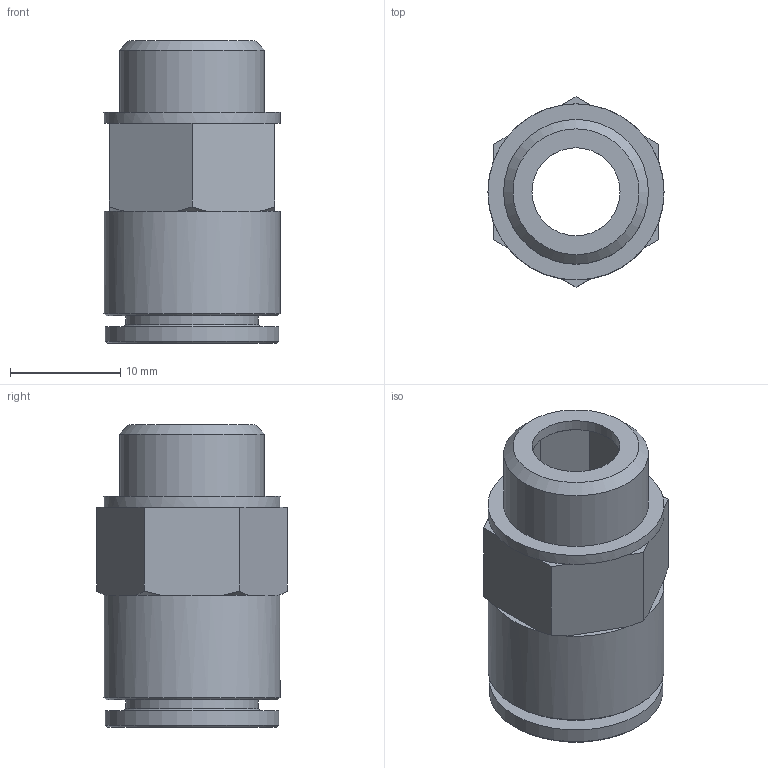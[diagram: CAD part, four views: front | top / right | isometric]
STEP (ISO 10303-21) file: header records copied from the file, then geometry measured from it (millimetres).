
FILE_DESCRIPTION(/* description */ ('STEP AP214'),/* implementation_level */ '2;1');
FILE_NAME(/* name */ '578343_NPQH-D-G14-Q10-P10',/* time_stamp */ '2024-09-13T03:24:34+02:00',/* author */ ('License CC BY-ND 4.0'),/* organization */ ('CADENAS'),/* preprocessor_version */ 'ST-DEVELOPER v19.3',/* originating_system */ 'PARTsolutions',/* authorisation */ ' ');
FILE_SCHEMA (('AUTOMOTIVE_DESIGN {1 0 10303 214 3 1 1}'));
Length unit declared in the file: millimetre
Products named in the file (1): 578343 NPQH-D-G14-Q10-P10
Bounding box: 16 x 17.32 x 27.5 mm (x, y, z)
Volume: 2992.4 mm3; surface area: 2595 mm2
Topology: 1 solids, 1 shells, 60 faces, 129 edges, 74 vertices
Faces by surface type: plane 41, cone 12, cylinder 7
Full cylindrical faces by diameter (mm): 8 x1, 10 x1, 12 x1, 13.157 x1, 15.8 x1, 16 x2
Entity records: 1552 total; most frequent: CARTESIAN_POINT 307, DIRECTION 262, ORIENTED_EDGE 224, EDGE_CURVE 112, AXIS2_PLACEMENT_3D 107, EDGE_LOOP 78, FACE_BOUND 78, VERTEX_POINT 70
